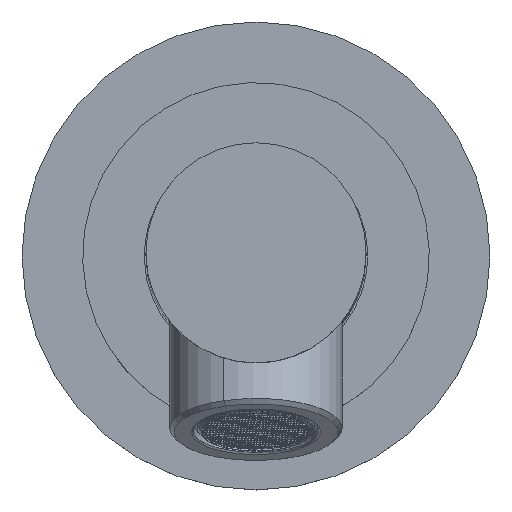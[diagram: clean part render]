
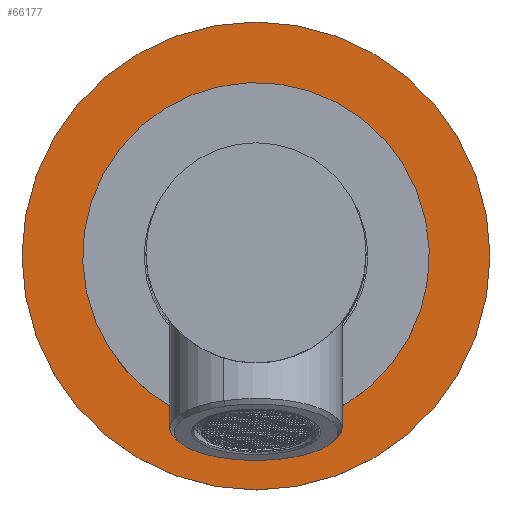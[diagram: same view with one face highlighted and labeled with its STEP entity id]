
A CAD part, top view. The second image highlights one B-rep face of the part: STEP entity #66177.
In plain terms, the highlighted planar face has unit normal (0, 0, 1).
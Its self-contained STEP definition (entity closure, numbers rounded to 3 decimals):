
#691 = CARTESIAN_POINT ( 'NONE',  ( 0., 0., 2.5 ) ) ;
#1572 = CARTESIAN_POINT ( 'NONE',  ( -0.715, 19.987, 2.5 ) ) ;
#3784 = CARTESIAN_POINT ( 'NONE',  ( 0.715, -19.987, 2.5 ) ) ;
#3865 = CARTESIAN_POINT ( 'NONE',  ( 0., 0., 2.5 ) ) ;
#6953 = VERTEX_POINT ( 'NONE', #1572 ) ;
#7608 = DIRECTION ( 'NONE',  ( 1., 0., 0. ) ) ;
#9038 = VERTEX_POINT ( 'NONE', #28060 ) ;
#10551 = AXIS2_PLACEMENT_3D ( 'NONE', #3865, #52010, #10773 ) ;
#10773 = DIRECTION ( 'NONE',  ( -1., 0., 0. ) ) ;
#13096 = VERTEX_POINT ( 'NONE', #3784 ) ;
#25322 = CARTESIAN_POINT ( 'NONE',  ( 0., 0., 2.5 ) ) ;
#28060 = CARTESIAN_POINT ( 'NONE',  ( 27., 0., 2.5 ) ) ;
#31923 = AXIS2_PLACEMENT_3D ( 'NONE', #73906, #32676, #80834 ) ;
#31937 = FACE_BOUND ( 'NONE', #56649, .T. ) ;
#32283 = DIRECTION ( 'NONE',  ( -1., 0., 0. ) ) ;
#32582 = AXIS2_PLACEMENT_3D ( 'NONE', #37147, #85392, #44014 ) ;
#32676 = DIRECTION ( 'NONE',  ( 0., 0., -1. ) ) ;
#32762 = ORIENTED_EDGE ( 'NONE', *, *, #45975, .F. ) ;
#34078 = FACE_OUTER_BOUND ( 'NONE', #50006, .T. ) ;
#37147 = CARTESIAN_POINT ( 'NONE',  ( 0., 0., 2.5 ) ) ;
#37567 = EDGE_CURVE ( 'NONE', #9038, #63230, #47940, .T. ) ;
#38447 = EDGE_CURVE ( 'NONE', #13096, #6953, #71542, .T. ) ;
#39667 = AXIS2_PLACEMENT_3D ( 'NONE', #25322, #73502, #32283 ) ;
#40088 = ORIENTED_EDGE ( 'NONE', *, *, #38447, .F. ) ;
#44014 = DIRECTION ( 'NONE',  ( 1., 0., 0. ) ) ;
#44027 = EDGE_CURVE ( 'NONE', #63230, #9038, #52723, .T. ) ;
#45975 = EDGE_CURVE ( 'NONE', #6953, #13096, #83642, .T. ) ;
#47108 = ORIENTED_EDGE ( 'NONE', *, *, #37567, .F. ) ;
#47940 = CIRCLE ( 'NONE', #65301, 27. ) ;
#48798 = DIRECTION ( 'NONE',  ( 0., 0., -1. ) ) ;
#50006 = EDGE_LOOP ( 'NONE', ( #47108, #69472 ) ) ;
#51220 = CARTESIAN_POINT ( 'NONE',  ( -27., 0., 2.5 ) ) ;
#52010 = DIRECTION ( 'NONE',  ( 0., 0., 1. ) ) ;
#52723 = CIRCLE ( 'NONE', #32582, 27. ) ;
#56649 = EDGE_LOOP ( 'NONE', ( #32762, #40088 ) ) ;
#63230 = VERTEX_POINT ( 'NONE', #51220 ) ;
#65301 = AXIS2_PLACEMENT_3D ( 'NONE', #691, #48798, #7608 ) ;
#66177 = ADVANCED_FACE ( 'NONE', ( #31937, #34078 ), #73607, .F. ) ;
#69472 = ORIENTED_EDGE ( 'NONE', *, *, #44027, .F. ) ;
#71542 = CIRCLE ( 'NONE', #10551, 20. ) ;
#73502 = DIRECTION ( 'NONE',  ( 0., 0., 1. ) ) ;
#73607 = PLANE ( 'NONE',  #31923 ) ;
#73906 = CARTESIAN_POINT ( 'NONE',  ( 0., 27., 2.5 ) ) ;
#80834 = DIRECTION ( 'NONE',  ( 1., 0., 0. ) ) ;
#83642 = CIRCLE ( 'NONE', #39667, 20. ) ;
#85392 = DIRECTION ( 'NONE',  ( 0., 0., -1. ) ) ;
